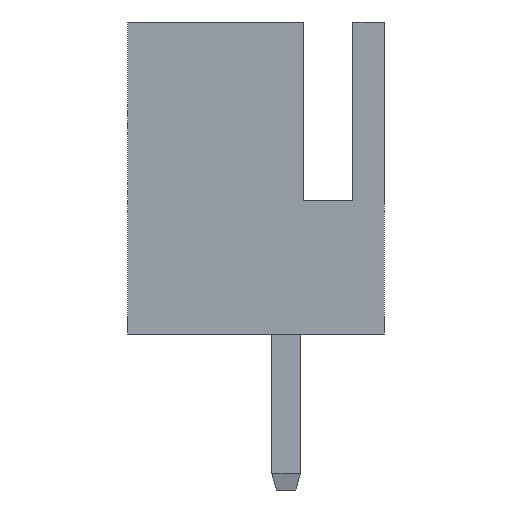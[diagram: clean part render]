
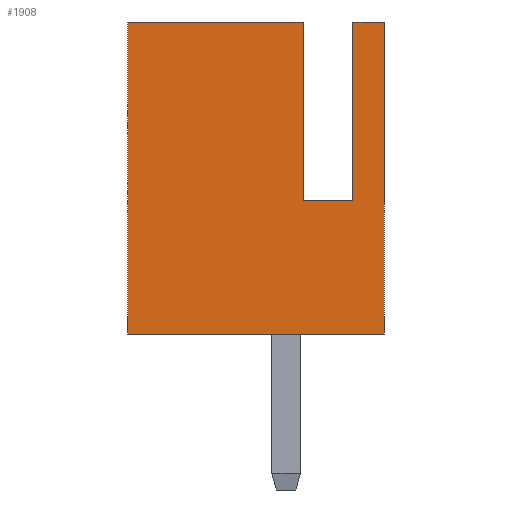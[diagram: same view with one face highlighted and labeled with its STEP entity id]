
A CAD part, left-side view. The second image highlights one B-rep face of the part: STEP entity #1908.
In plain terms, the highlighted planar face has unit normal (-1, 0, 0).
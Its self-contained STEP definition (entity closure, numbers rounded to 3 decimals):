
#116 = VERTEX_POINT ( 'NONE', #567 ) ;
#396 = DIRECTION ( 'NONE',  ( 0., 0., 1. ) ) ;
#413 = CARTESIAN_POINT ( 'NONE',  ( -2.5, 0., 3. ) ) ;
#432 = VERTEX_POINT ( 'NONE', #560 ) ;
#508 = PLANE ( 'NONE',  #4156 ) ;
#533 = LINE ( 'NONE', #3578, #2437 ) ;
#538 = CARTESIAN_POINT ( 'NONE',  ( -2.5, 3.55, 7. ) ) ;
#560 = CARTESIAN_POINT ( 'NONE',  ( -2.5, -0.4, 3. ) ) ;
#566 = VECTOR ( 'NONE', #2951, 1000. ) ;
#567 = CARTESIAN_POINT ( 'NONE',  ( -2.5, -2.2, 0. ) ) ;
#605 = VECTOR ( 'NONE', #1165, 1000. ) ;
#824 = EDGE_CURVE ( 'NONE', #5015, #1288, #4268, .T. ) ;
#971 = CARTESIAN_POINT ( 'NONE',  ( -2.5, 0., 7. ) ) ;
#1060 = CARTESIAN_POINT ( 'NONE',  ( -2.5, -1.5, 0. ) ) ;
#1066 = EDGE_CURVE ( 'NONE', #116, #2826, #1606, .T. ) ;
#1165 = DIRECTION ( 'NONE',  ( 0., 0., 1. ) ) ;
#1288 = VERTEX_POINT ( 'NONE', #538 ) ;
#1453 = LINE ( 'NONE', #1060, #1620 ) ;
#1507 = ORIENTED_EDGE ( 'NONE', *, *, #1066, .T. ) ;
#1606 = LINE ( 'NONE', #3323, #605 ) ;
#1620 = VECTOR ( 'NONE', #4998, 1000. ) ;
#1908 = ADVANCED_FACE ( 'NONE', ( #5190 ), #508, .T. ) ;
#2095 = LINE ( 'NONE', #413, #566 ) ;
#2103 = CARTESIAN_POINT ( 'NONE',  ( -2.5, 0., 7. ) ) ;
#2138 = DIRECTION ( 'NONE',  ( 0., 1., 0. ) ) ;
#2188 = EDGE_CURVE ( 'NONE', #1288, #4097, #4852, .T. ) ;
#2221 = EDGE_CURVE ( 'NONE', #432, #4097, #533, .T. ) ;
#2241 = VECTOR ( 'NONE', #396, 1000. ) ;
#2288 = VERTEX_POINT ( 'NONE', #2321 ) ;
#2302 = CARTESIAN_POINT ( 'NONE',  ( -2.5, 0., 0. ) ) ;
#2321 = CARTESIAN_POINT ( 'NONE',  ( -2.5, -1.5, 7. ) ) ;
#2437 = VECTOR ( 'NONE', #3551, 1000. ) ;
#2573 = CARTESIAN_POINT ( 'NONE',  ( -2.5, 3.55, 0. ) ) ;
#2658 = VECTOR ( 'NONE', #2138, 1000. ) ;
#2793 = LINE ( 'NONE', #4513, #4055 ) ;
#2826 = VERTEX_POINT ( 'NONE', #4865 ) ;
#2844 = DIRECTION ( 'NONE',  ( -1., 0., 0. ) ) ;
#2847 = EDGE_CURVE ( 'NONE', #2288, #3432, #1453, .T. ) ;
#2848 = EDGE_CURVE ( 'NONE', #5015, #116, #2793, .T. ) ;
#2951 = DIRECTION ( 'NONE',  ( 0., 1., 0. ) ) ;
#3302 = ORIENTED_EDGE ( 'NONE', *, *, #824, .F. ) ;
#3323 = CARTESIAN_POINT ( 'NONE',  ( -2.5, -2.2, 0. ) ) ;
#3366 = ORIENTED_EDGE ( 'NONE', *, *, #2221, .T. ) ;
#3432 = VERTEX_POINT ( 'NONE', #4140 ) ;
#3536 = EDGE_LOOP ( 'NONE', ( #5100, #5116, #3366, #3808, #3302, #3855, #1507, #4531 ) ) ;
#3538 = CARTESIAN_POINT ( 'NONE',  ( -2.5, 3.55, 0. ) ) ;
#3551 = DIRECTION ( 'NONE',  ( 0., 0., 1. ) ) ;
#3578 = CARTESIAN_POINT ( 'NONE',  ( -2.5, -0.4, 0. ) ) ;
#3605 = DIRECTION ( 'NONE',  ( 0., -1., 0. ) ) ;
#3808 = ORIENTED_EDGE ( 'NONE', *, *, #2188, .F. ) ;
#3855 = ORIENTED_EDGE ( 'NONE', *, *, #2848, .T. ) ;
#3892 = VECTOR ( 'NONE', #3605, 1000. ) ;
#3898 = LINE ( 'NONE', #2103, #2658 ) ;
#3984 = CARTESIAN_POINT ( 'NONE',  ( -2.5, -0.4, 7. ) ) ;
#4055 = VECTOR ( 'NONE', #4972, 1000. ) ;
#4097 = VERTEX_POINT ( 'NONE', #3984 ) ;
#4140 = CARTESIAN_POINT ( 'NONE',  ( -2.5, -1.5, 3. ) ) ;
#4156 = AXIS2_PLACEMENT_3D ( 'NONE', #2302, #2844, #4994 ) ;
#4268 = LINE ( 'NONE', #2573, #2241 ) ;
#4473 = EDGE_CURVE ( 'NONE', #2826, #2288, #3898, .T. ) ;
#4513 = CARTESIAN_POINT ( 'NONE',  ( -2.5, 0., 0. ) ) ;
#4531 = ORIENTED_EDGE ( 'NONE', *, *, #4473, .T. ) ;
#4697 = EDGE_CURVE ( 'NONE', #3432, #432, #2095, .T. ) ;
#4852 = LINE ( 'NONE', #971, #3892 ) ;
#4865 = CARTESIAN_POINT ( 'NONE',  ( -2.5, -2.2, 7. ) ) ;
#4972 = DIRECTION ( 'NONE',  ( 0., -1., 0. ) ) ;
#4994 = DIRECTION ( 'NONE',  ( 0., 0., 1. ) ) ;
#4998 = DIRECTION ( 'NONE',  ( 0., 0., -1. ) ) ;
#5015 = VERTEX_POINT ( 'NONE', #3538 ) ;
#5100 = ORIENTED_EDGE ( 'NONE', *, *, #2847, .T. ) ;
#5116 = ORIENTED_EDGE ( 'NONE', *, *, #4697, .T. ) ;
#5190 = FACE_OUTER_BOUND ( 'NONE', #3536, .T. ) ;
